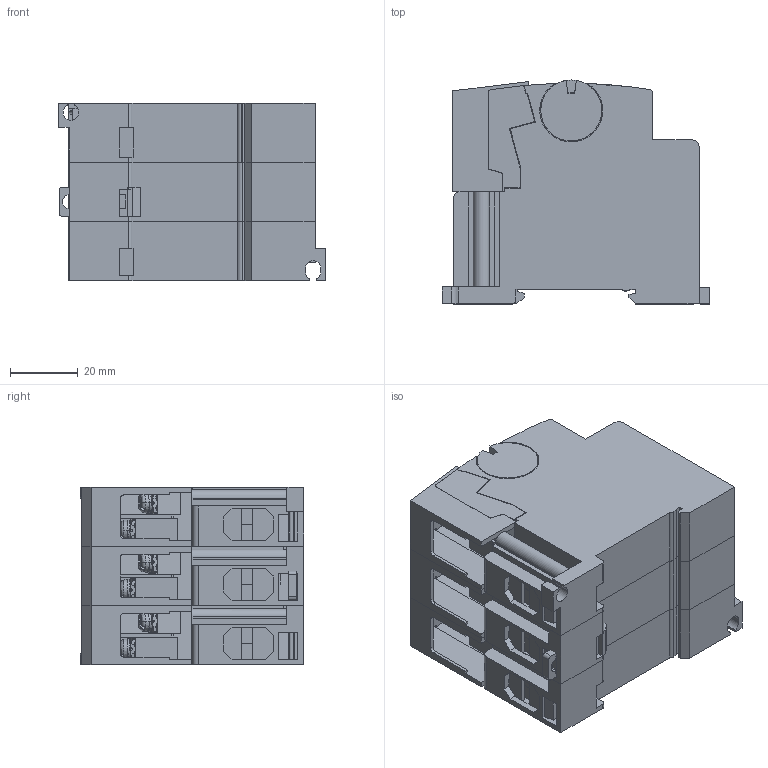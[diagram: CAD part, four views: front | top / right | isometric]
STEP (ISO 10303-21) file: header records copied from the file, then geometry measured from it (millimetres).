
FILE_DESCRIPTION (( 'STEP AP203' ), '1' );
FILE_NAME ('OUTSIDE-NC1V-3113_3132.STEP', '2014-03-27T00:27:44', ( 'IDEC' ), ( '' ), 'SwSTEP 2.0', 'SolidWorks 2012', '' );
FILE_SCHEMA (( 'CONFIG_CONTROL_DESIGN' ));
Products named in the file (7): OUTSIDE-NC1V-3113_3132; OUTSIDE-NC1V-AUX-CV; OUTSIDE_NC1V-CLAW; OUTSIDE_NC1V-HANDLE3; OUTSIDE_NC1V-CASE2-01; OUTSIDE_NC1V-BLOCK-01; OUTSIDE_NC1V-CASE1-01
Assembly tree (8 placements, depth 2):
  OUTSIDE-NC1V-3113_3132
    OUTSIDE_NC1V-CASE1-01
    OUTSIDE_NC1V-BLOCK-01
    OUTSIDE_NC1V-CASE2-01
    OUTSIDE_NC1V-HANDLE3
    OUTSIDE_NC1V-CLAW
    OUTSIDE-NC1V-AUX-CV  x3
Bounding box: 78.8 x 66 x 52.5 mm (x, y, z)
Volume: 186274.1 mm3; surface area: 69409.3 mm2
Topology: 8 solids, 8 shells, 3019 faces, 9058 edges, 5824 vertices
Faces by surface type: plane 2115, cylinder 625, bspline 193, cone 86
Entity records: 105092 total; most frequent: CARTESIAN_POINT 26829, ORIENTED_EDGE 17824, DIRECTION 14241, EDGE_CURVE 8912, VECTOR 6279, LINE 6279, VERTEX_POINT 5728, AXIS2_PLACEMENT_3D 3981
